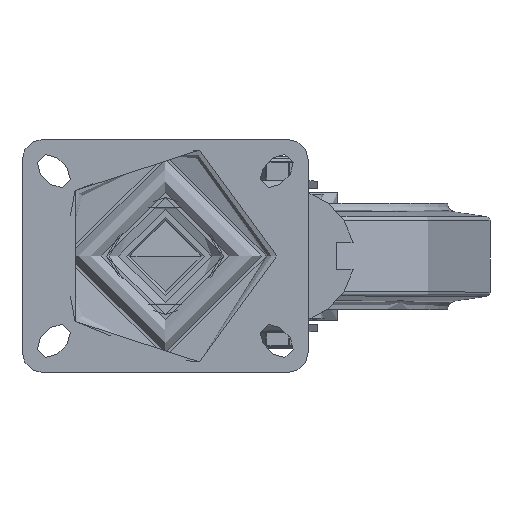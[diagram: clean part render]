
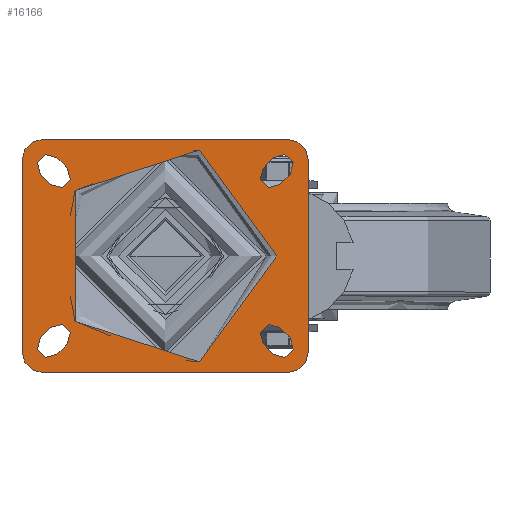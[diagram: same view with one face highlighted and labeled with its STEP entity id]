
A CAD part, top view. The second image highlights one B-rep face of the part: STEP entity #16166.
In plain terms, the highlighted planar face has unit normal (0, 0, 1).
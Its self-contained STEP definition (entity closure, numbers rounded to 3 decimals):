
#948=FACE_BOUND('',#3493,.T.);
#949=FACE_BOUND('',#3494,.T.);
#950=FACE_BOUND('',#3495,.T.);
#951=FACE_BOUND('',#3496,.T.);
#952=FACE_BOUND('',#3497,.T.);
#1131=PLANE('',#17463);
#2479=FACE_OUTER_BOUND('',#3492,.T.);
#3492=EDGE_LOOP('',(#11321,#11322,#11323,#11324,#11325,#11326,#11327,#11328));
#3493=EDGE_LOOP('',(#11329));
#3494=EDGE_LOOP('',(#11330,#11331,#11332,#11333));
#3495=EDGE_LOOP('',(#11334,#11335,#11336,#11337));
#3496=EDGE_LOOP('',(#11338,#11339,#11340,#11341));
#3497=EDGE_LOOP('',(#11342,#11343,#11344,#11345));
#4637=LINE('',#25528,#5467);
#4638=LINE('',#25529,#5468);
#4639=LINE('',#25530,#5469);
#4640=LINE('',#25531,#5470);
#4641=LINE('',#25532,#5471);
#4642=LINE('',#25533,#5472);
#4643=LINE('',#25534,#5473);
#4644=LINE('',#25535,#5474);
#4645=LINE('',#25536,#5475);
#4646=LINE('',#25537,#5476);
#4647=LINE('',#25538,#5477);
#4648=LINE('',#25539,#5478);
#5467=VECTOR('',#19191,1000.);
#5468=VECTOR('',#19192,1000.);
#5469=VECTOR('',#19193,1000.);
#5470=VECTOR('',#19194,1000.);
#5471=VECTOR('',#19195,1000.);
#5472=VECTOR('',#19196,1000.);
#5473=VECTOR('',#19197,1000.);
#5474=VECTOR('',#19198,1000.);
#5475=VECTOR('',#19199,1000.);
#5476=VECTOR('',#19200,1000.);
#5477=VECTOR('',#19201,1000.);
#5478=VECTOR('',#19202,1000.);
#6223=CIRCLE('',#17307,5.5);
#6226=CIRCLE('',#17311,5.5);
#6227=CIRCLE('',#17313,5.5);
#6230=CIRCLE('',#17317,5.5);
#6231=CIRCLE('',#17319,5.5);
#6234=CIRCLE('',#17323,5.5);
#6235=CIRCLE('',#17325,5.5);
#6238=CIRCLE('',#17329,5.5);
#6239=CIRCLE('',#17331,10.);
#6241=CIRCLE('',#17334,10.);
#6243=CIRCLE('',#17337,10.);
#6245=CIRCLE('',#17340,10.);
#6252=CIRCLE('',#17349,52.494);
#6890=VERTEX_POINT('',#22610);
#6891=VERTEX_POINT('',#22611);
#6896=VERTEX_POINT('',#22622);
#6897=VERTEX_POINT('',#22624);
#6898=VERTEX_POINT('',#22628);
#6899=VERTEX_POINT('',#22629);
#6904=VERTEX_POINT('',#22640);
#6905=VERTEX_POINT('',#22642);
#6906=VERTEX_POINT('',#22646);
#6907=VERTEX_POINT('',#22647);
#6912=VERTEX_POINT('',#22658);
#6913=VERTEX_POINT('',#22660);
#6914=VERTEX_POINT('',#22664);
#6915=VERTEX_POINT('',#22665);
#6920=VERTEX_POINT('',#22676);
#6921=VERTEX_POINT('',#22678);
#6922=VERTEX_POINT('',#22682);
#6923=VERTEX_POINT('',#22683);
#6926=VERTEX_POINT('',#22691);
#6927=VERTEX_POINT('',#22692);
#6930=VERTEX_POINT('',#22700);
#6931=VERTEX_POINT('',#22701);
#6934=VERTEX_POINT('',#22709);
#6935=VERTEX_POINT('',#22710);
#6941=VERTEX_POINT('',#22726);
#8497=EDGE_CURVE('',#6890,#6891,#6223,.T.);
#8503=EDGE_CURVE('',#6897,#6896,#6226,.T.);
#8505=EDGE_CURVE('',#6898,#6899,#6227,.T.);
#8511=EDGE_CURVE('',#6905,#6904,#6230,.T.);
#8513=EDGE_CURVE('',#6906,#6907,#6231,.T.);
#8519=EDGE_CURVE('',#6913,#6912,#6234,.T.);
#8521=EDGE_CURVE('',#6914,#6915,#6235,.T.);
#8527=EDGE_CURVE('',#6921,#6920,#6238,.T.);
#8529=EDGE_CURVE('',#6922,#6923,#6239,.F.);
#8533=EDGE_CURVE('',#6926,#6927,#6241,.F.);
#8537=EDGE_CURVE('',#6930,#6931,#6243,.F.);
#8541=EDGE_CURVE('',#6934,#6935,#6245,.F.);
#8550=EDGE_CURVE('',#6941,#6941,#6252,.T.);
#8696=EDGE_CURVE('',#6927,#6930,#4637,.F.);
#8697=EDGE_CURVE('',#6923,#6926,#4638,.F.);
#8698=EDGE_CURVE('',#6935,#6922,#4639,.F.);
#8699=EDGE_CURVE('',#6931,#6934,#4640,.F.);
#8700=EDGE_CURVE('',#6899,#6905,#4641,.T.);
#8701=EDGE_CURVE('',#6904,#6898,#4642,.T.);
#8702=EDGE_CURVE('',#6891,#6897,#4643,.T.);
#8703=EDGE_CURVE('',#6896,#6890,#4644,.T.);
#8704=EDGE_CURVE('',#6907,#6913,#4645,.T.);
#8705=EDGE_CURVE('',#6912,#6906,#4646,.T.);
#8706=EDGE_CURVE('',#6915,#6921,#4647,.T.);
#8707=EDGE_CURVE('',#6920,#6914,#4648,.T.);
#11321=ORIENTED_EDGE('',*,*,#8537,.F.);
#11322=ORIENTED_EDGE('',*,*,#8696,.F.);
#11323=ORIENTED_EDGE('',*,*,#8533,.F.);
#11324=ORIENTED_EDGE('',*,*,#8697,.F.);
#11325=ORIENTED_EDGE('',*,*,#8529,.F.);
#11326=ORIENTED_EDGE('',*,*,#8698,.F.);
#11327=ORIENTED_EDGE('',*,*,#8541,.F.);
#11328=ORIENTED_EDGE('',*,*,#8699,.F.);
#11329=ORIENTED_EDGE('',*,*,#8550,.F.);
#11330=ORIENTED_EDGE('',*,*,#8505,.T.);
#11331=ORIENTED_EDGE('',*,*,#8700,.T.);
#11332=ORIENTED_EDGE('',*,*,#8511,.T.);
#11333=ORIENTED_EDGE('',*,*,#8701,.T.);
#11334=ORIENTED_EDGE('',*,*,#8497,.T.);
#11335=ORIENTED_EDGE('',*,*,#8702,.T.);
#11336=ORIENTED_EDGE('',*,*,#8503,.T.);
#11337=ORIENTED_EDGE('',*,*,#8703,.T.);
#11338=ORIENTED_EDGE('',*,*,#8513,.T.);
#11339=ORIENTED_EDGE('',*,*,#8704,.T.);
#11340=ORIENTED_EDGE('',*,*,#8519,.T.);
#11341=ORIENTED_EDGE('',*,*,#8705,.T.);
#11342=ORIENTED_EDGE('',*,*,#8521,.T.);
#11343=ORIENTED_EDGE('',*,*,#8706,.T.);
#11344=ORIENTED_EDGE('',*,*,#8527,.T.);
#11345=ORIENTED_EDGE('',*,*,#8707,.T.);
#16166=ADVANCED_FACE('',(#2479,#948,#949,#950,#951,#952),#1131,.T.);
#17307=AXIS2_PLACEMENT_3D('',#22612,#18803,#18804);
#17311=AXIS2_PLACEMENT_3D('',#22625,#18814,#18815);
#17313=AXIS2_PLACEMENT_3D('',#22630,#18819,#18820);
#17317=AXIS2_PLACEMENT_3D('',#22643,#18830,#18831);
#17319=AXIS2_PLACEMENT_3D('',#22648,#18835,#18836);
#17323=AXIS2_PLACEMENT_3D('',#22661,#18846,#18847);
#17325=AXIS2_PLACEMENT_3D('',#22666,#18851,#18852);
#17329=AXIS2_PLACEMENT_3D('',#22679,#18862,#18863);
#17331=AXIS2_PLACEMENT_3D('',#22684,#18867,#18868);
#17334=AXIS2_PLACEMENT_3D('',#22693,#18875,#18876);
#17337=AXIS2_PLACEMENT_3D('',#22702,#18883,#18884);
#17340=AXIS2_PLACEMENT_3D('',#22711,#18891,#18892);
#17349=AXIS2_PLACEMENT_3D('',#22728,#18911,#18912);
#17463=AXIS2_PLACEMENT_3D('',#25527,#19189,#19190);
#18803=DIRECTION('center_axis',(0.,0.,-1.));
#18804=DIRECTION('ref_axis',(1.,0.,0.));
#18814=DIRECTION('center_axis',(0.,0.,-1.));
#18815=DIRECTION('ref_axis',(1.,0.,0.));
#18819=DIRECTION('center_axis',(0.,0.,-1.));
#18820=DIRECTION('ref_axis',(1.,0.,0.));
#18830=DIRECTION('center_axis',(0.,0.,-1.));
#18831=DIRECTION('ref_axis',(1.,0.,0.));
#18835=DIRECTION('center_axis',(0.,0.,-1.));
#18836=DIRECTION('ref_axis',(-1.,0.,0.));
#18846=DIRECTION('center_axis',(0.,0.,-1.));
#18847=DIRECTION('ref_axis',(-1.,0.,0.));
#18851=DIRECTION('center_axis',(0.,0.,-1.));
#18852=DIRECTION('ref_axis',(-1.,0.,0.));
#18862=DIRECTION('center_axis',(0.,0.,-1.));
#18863=DIRECTION('ref_axis',(-1.,0.,0.));
#18867=DIRECTION('center_axis',(0.,0.,1.));
#18868=DIRECTION('ref_axis',(0.707,0.707,0.));
#18875=DIRECTION('center_axis',(0.,0.,1.));
#18876=DIRECTION('ref_axis',(0.707,-0.707,0.));
#18883=DIRECTION('center_axis',(0.,0.,1.));
#18884=DIRECTION('ref_axis',(-0.707,-0.707,0.));
#18891=DIRECTION('center_axis',(0.,0.,1.));
#18892=DIRECTION('ref_axis',(-0.707,0.707,0.));
#18911=DIRECTION('center_axis',(0.,0.,1.));
#18912=DIRECTION('ref_axis',(-1.,0.,0.));
#19189=DIRECTION('center_axis',(0.,0.,1.));
#19190=DIRECTION('ref_axis',(1.,0.,0.));
#19191=DIRECTION('',(1.,0.,0.));
#19192=DIRECTION('',(0.,1.,0.));
#19193=DIRECTION('',(-1.,0.,0.));
#19194=DIRECTION('',(0.,-1.,0.));
#19195=DIRECTION('',(-0.707,-0.707,0.));
#19196=DIRECTION('',(0.707,0.707,0.));
#19197=DIRECTION('',(-0.707,0.707,0.));
#19198=DIRECTION('',(0.707,-0.707,0.));
#19199=DIRECTION('',(0.707,0.707,0.));
#19200=DIRECTION('',(-0.707,-0.707,0.));
#19201=DIRECTION('',(0.707,-0.707,0.));
#19202=DIRECTION('',(-0.707,0.707,0.));
#22610=CARTESIAN_POINT('',(-46.136,41.414,0.));
#22611=CARTESIAN_POINT('',(-53.914,33.636,0.));
#22612=CARTESIAN_POINT('Origin',(-50.025,37.525,0.));
#22622=CARTESIAN_POINT('',(-51.086,46.364,0.));
#22624=CARTESIAN_POINT('',(-58.864,38.586,0.));
#22625=CARTESIAN_POINT('Origin',(-54.975,42.475,0.));
#22628=CARTESIAN_POINT('',(-53.914,-33.636,0.));
#22629=CARTESIAN_POINT('',(-46.136,-41.414,0.));
#22630=CARTESIAN_POINT('Origin',(-50.025,-37.525,0.));
#22640=CARTESIAN_POINT('',(-58.864,-38.586,0.));
#22642=CARTESIAN_POINT('',(-51.086,-46.364,0.));
#22643=CARTESIAN_POINT('Origin',(-54.975,-42.475,0.));
#22646=CARTESIAN_POINT('',(53.914,33.636,0.));
#22647=CARTESIAN_POINT('',(46.136,41.414,0.));
#22648=CARTESIAN_POINT('Origin',(50.025,37.525,0.));
#22658=CARTESIAN_POINT('',(58.864,38.586,0.));
#22660=CARTESIAN_POINT('',(51.086,46.364,0.));
#22661=CARTESIAN_POINT('Origin',(54.975,42.475,0.));
#22664=CARTESIAN_POINT('',(46.136,-41.414,0.));
#22665=CARTESIAN_POINT('',(53.914,-33.636,0.));
#22666=CARTESIAN_POINT('Origin',(50.025,-37.525,0.));
#22676=CARTESIAN_POINT('',(51.086,-46.364,0.));
#22678=CARTESIAN_POINT('',(58.864,-38.586,0.));
#22679=CARTESIAN_POINT('Origin',(54.975,-42.475,0.));
#22682=CARTESIAN_POINT('',(57.5,55.,0.));
#22683=CARTESIAN_POINT('',(67.5,45.,0.));
#22684=CARTESIAN_POINT('Origin',(57.5,45.,0.));
#22691=CARTESIAN_POINT('',(67.5,-45.,0.));
#22692=CARTESIAN_POINT('',(57.5,-55.,0.));
#22693=CARTESIAN_POINT('Origin',(57.5,-45.,0.));
#22700=CARTESIAN_POINT('',(-57.5,-55.,0.));
#22701=CARTESIAN_POINT('',(-67.5,-45.,0.));
#22702=CARTESIAN_POINT('Origin',(-57.5,-45.,0.));
#22709=CARTESIAN_POINT('',(-67.5,45.,0.));
#22710=CARTESIAN_POINT('',(-57.5,55.,0.));
#22711=CARTESIAN_POINT('Origin',(-57.5,45.,0.));
#22726=CARTESIAN_POINT('',(52.494,0.,0.));
#22728=CARTESIAN_POINT('Origin',(0.,0.,0.));
#25527=CARTESIAN_POINT('Origin',(0.,0.,0.));
#25528=CARTESIAN_POINT('',(0.,-55.,0.));
#25529=CARTESIAN_POINT('',(67.5,0.,0.));
#25530=CARTESIAN_POINT('',(0.,55.,0.));
#25531=CARTESIAN_POINT('',(-67.5,0.,0.));
#25532=CARTESIAN_POINT('',(-25.486,-20.764,0.));
#25533=CARTESIAN_POINT('',(-33.264,-12.986,0.));
#25534=CARTESIAN_POINT('',(-33.264,12.986,0.));
#25535=CARTESIAN_POINT('',(-25.486,20.764,0.));
#25536=CARTESIAN_POINT('',(25.486,20.764,0.));
#25537=CARTESIAN_POINT('',(33.264,12.986,0.));
#25538=CARTESIAN_POINT('',(33.264,-12.986,0.));
#25539=CARTESIAN_POINT('',(25.486,-20.764,0.));
